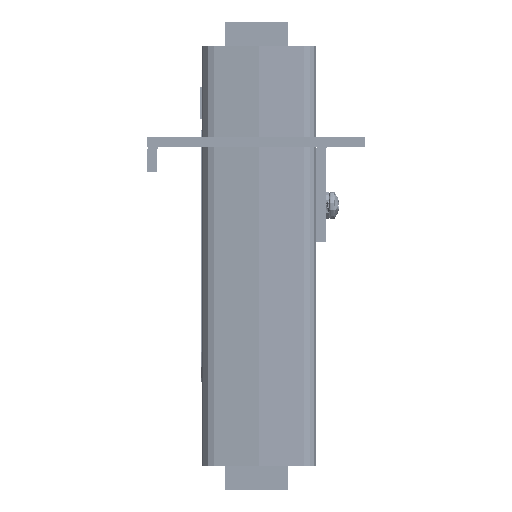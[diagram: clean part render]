
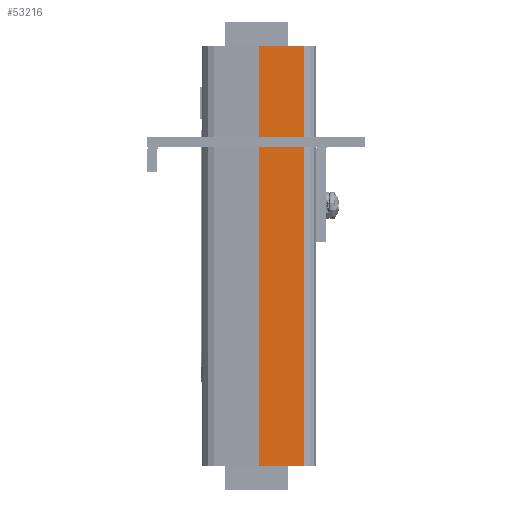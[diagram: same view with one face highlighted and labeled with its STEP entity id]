
A CAD part, left-side view. The second image highlights one B-rep face of the part: STEP entity #53216.
In plain terms, the highlighted face is planar.
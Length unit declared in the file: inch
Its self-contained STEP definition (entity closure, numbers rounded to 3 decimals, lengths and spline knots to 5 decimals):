
#21 = VERTEX_POINT ( 'NONE', #56519 ) ;
#4621 = LINE ( 'NONE', #38791, #34453 ) ;
#4771 = ORIENTED_EDGE ( 'NONE', *, *, #38336, .F. ) ;
#5523 = EDGE_CURVE ( 'NONE', #19230, #21, #13726, .T. ) ;
#5630 = CARTESIAN_POINT ( 'NONE',  ( 0.46386, 0.35895, -1.667 ) ) ;
#8891 = VECTOR ( 'NONE', #61206, 39.37008 ) ;
#11421 = ORIENTED_EDGE ( 'NONE', *, *, #5523, .T. ) ;
#11865 = AXIS2_PLACEMENT_3D ( 'NONE', #16018, #26391, #62543 ) ;
#13117 = EDGE_CURVE ( 'NONE', #20249, #41585, #4621, .T. ) ;
#13708 = ORIENTED_EDGE ( 'NONE', *, *, #51907, .T. ) ;
#13726 = LINE ( 'NONE', #50168, #8891 ) ;
#16018 = CARTESIAN_POINT ( 'NONE',  ( 0.46386, 0.35895, -1.667 ) ) ;
#19230 = VERTEX_POINT ( 'NONE', #41844 ) ;
#19655 = DIRECTION ( 'NONE',  ( -0.059, 0.998, 0. ) ) ;
#19750 = CARTESIAN_POINT ( 'NONE',  ( 0.46386, 0.35895, 1.667 ) ) ;
#20249 = VERTEX_POINT ( 'NONE', #19750 ) ;
#20446 = EDGE_LOOP ( 'NONE', ( #57960, #4771, #11421, #13708 ) ) ;
#24437 = VECTOR ( 'NONE', #35651, 39.37008 ) ;
#24566 = LINE ( 'NONE', #55815, #59314 ) ;
#26391 = DIRECTION ( 'NONE',  ( -0.998, -0.059, 0. ) ) ;
#26704 = FACE_OUTER_BOUND ( 'NONE', #20446, .T. ) ;
#27799 = CARTESIAN_POINT ( 'NONE',  ( 0.46386, 0.35895, -1.667 ) ) ;
#34453 = VECTOR ( 'NONE', #55257, 39.37008 ) ;
#35651 = DIRECTION ( 'NONE',  ( -0.059, 0.998, 0. ) ) ;
#38212 = LINE ( 'NONE', #5630, #24437 ) ;
#38336 = EDGE_CURVE ( 'NONE', #19230, #20249, #24566, .T. ) ;
#38791 = CARTESIAN_POINT ( 'NONE',  ( 0.46386, 0.35895, 0. ) ) ;
#41585 = VERTEX_POINT ( 'NONE', #27799 ) ;
#41844 = CARTESIAN_POINT ( 'NONE',  ( 0.48525, 0., 1.667 ) ) ;
#47010 = PLANE ( 'NONE',  #11865 ) ;
#50168 = CARTESIAN_POINT ( 'NONE',  ( 0.48525, 0., 0. ) ) ;
#51907 = EDGE_CURVE ( 'NONE', #21, #41585, #38212, .T. ) ;
#53216 = ADVANCED_FACE ( 'NONE', ( #26704 ), #47010, .F. ) ;
#55257 = DIRECTION ( 'NONE',  ( 0., 0., -1. ) ) ;
#55815 = CARTESIAN_POINT ( 'NONE',  ( 0.47455, 0.17947, 1.667 ) ) ;
#56519 = CARTESIAN_POINT ( 'NONE',  ( 0.48525, 0., -1.667 ) ) ;
#57960 = ORIENTED_EDGE ( 'NONE', *, *, #13117, .F. ) ;
#59314 = VECTOR ( 'NONE', #19655, 39.37008 ) ;
#61206 = DIRECTION ( 'NONE',  ( 0., 0., -1. ) ) ;
#62543 = DIRECTION ( 'NONE',  ( 0.059, -0.998, 0. ) ) ;
